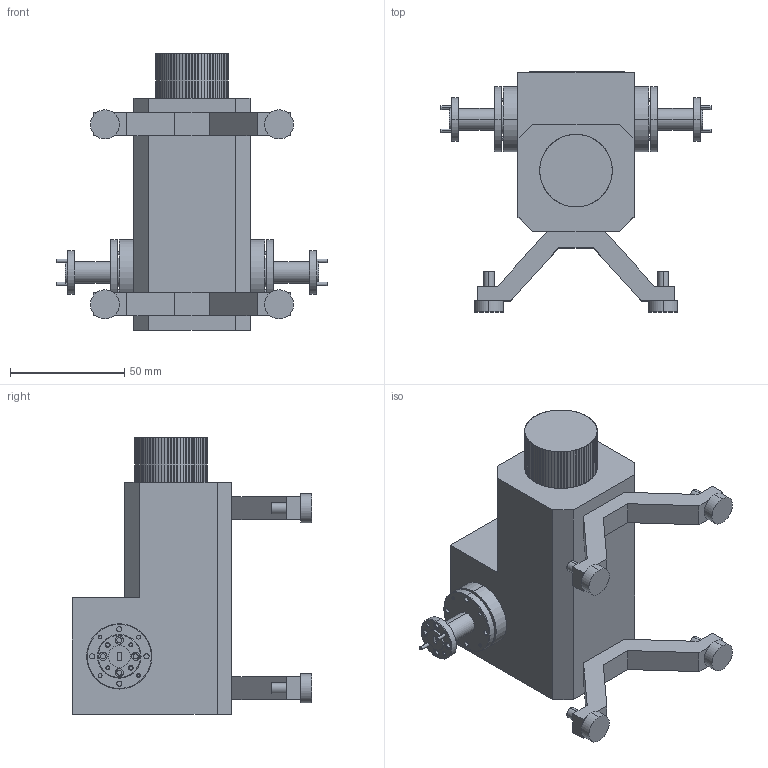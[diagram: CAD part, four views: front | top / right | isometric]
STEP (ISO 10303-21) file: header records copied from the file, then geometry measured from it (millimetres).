
FILE_DESCRIPTION (( 'STEP AP203' ), '1' );
FILE_NAME ('STA-60-15-D1.STEP', '2018-08-23T23:16:42', ( '' ), ( '' ), 'SwSTEP 2.0', 'SolidWorks 2016', '' );
FILE_SCHEMA (( 'CONFIG_CONTROL_DESIGN' ));
Products named in the file (1): STA-60-15-D1
Bounding box: 118.49 x 105.03 x 121.16 mm (x, y, z)
Volume: 347288.2 mm3; surface area: 49810 mm2
Topology: 16 solids, 16 shells, 1613 faces, 4339 edges, 2866 vertices
Faces by surface type: plane 780, bspline 519, cylinder 234, cone 80
Entity records: 69518 total; most frequent: CARTESIAN_POINT 31930, ORIENTED_EDGE 8678, DIRECTION 6039, EDGE_CURVE 4339, VERTEX_POINT 2866, VECTOR 2753, LINE 2753, EDGE_LOOP 1797
